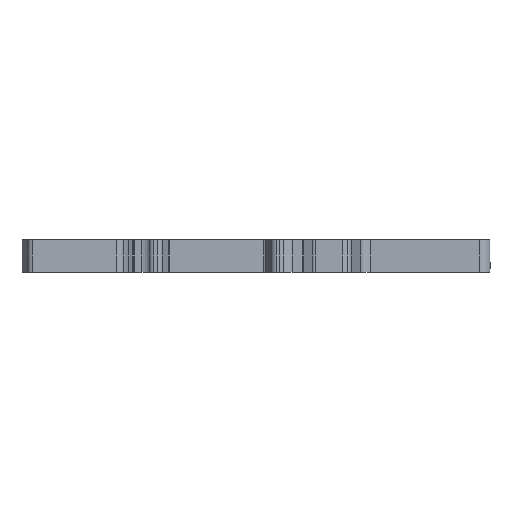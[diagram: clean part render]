
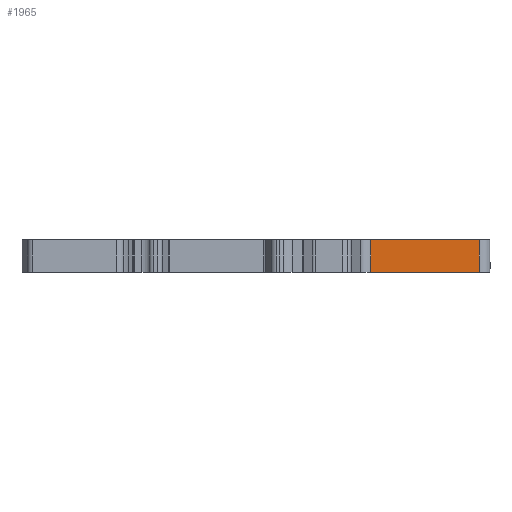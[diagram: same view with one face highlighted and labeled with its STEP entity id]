
A CAD part, front view. The second image highlights one B-rep face of the part: STEP entity #1965.
In plain terms, the highlighted planar face has unit normal (0, -1, 0).
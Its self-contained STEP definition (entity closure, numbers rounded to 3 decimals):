
#150 = CARTESIAN_POINT ( 'NONE',  ( 42.792, 0., 6. ) ) ;
#171 = CARTESIAN_POINT ( 'NONE',  ( 0., 0., 0. ) ) ;
#265 = CARTESIAN_POINT ( 'NONE',  ( 0., 0., 6. ) ) ;
#1030 = ORIENTED_EDGE ( 'NONE', *, *, #8799, .T. ) ;
#1077 = CARTESIAN_POINT ( 'NONE',  ( 63., 0., 6. ) ) ;
#1199 = AXIS2_PLACEMENT_3D ( 'NONE', #265, #2008, #4544 ) ;
#1358 = EDGE_CURVE ( 'NONE', #7038, #9201, #1951, .T. ) ;
#1900 = DIRECTION ( 'NONE',  ( 1., 0., 0. ) ) ;
#1951 = LINE ( 'NONE', #5085, #9240 ) ;
#1965 = ADVANCED_FACE ( 'NONE', ( #4207 ), #4382, .F. ) ;
#2008 = DIRECTION ( 'NONE',  ( 0., 1., 0. ) ) ;
#2157 = EDGE_CURVE ( 'NONE', #7038, #10972, #11065, .T. ) ;
#2512 = ORIENTED_EDGE ( 'NONE', *, *, #5665, .T. ) ;
#2934 = CARTESIAN_POINT ( 'NONE',  ( 42.792, 0., 0. ) ) ;
#3178 = CARTESIAN_POINT ( 'NONE',  ( 63., 0., 0. ) ) ;
#3182 = VECTOR ( 'NONE', #10696, 1000. ) ;
#3737 = VECTOR ( 'NONE', #5203, 1000. ) ;
#3788 = VECTOR ( 'NONE', #9851, 1000. ) ;
#4033 = CARTESIAN_POINT ( 'NONE',  ( 42.792, 0., 87.475 ) ) ;
#4207 = FACE_OUTER_BOUND ( 'NONE', #4692, .T. ) ;
#4294 = LINE ( 'NONE', #9399, #3737 ) ;
#4382 = PLANE ( 'NONE',  #1199 ) ;
#4544 = DIRECTION ( 'NONE',  ( 0., 0., 1. ) ) ;
#4692 = EDGE_LOOP ( 'NONE', ( #6698, #8123, #1030, #2512 ) ) ;
#5085 = CARTESIAN_POINT ( 'NONE',  ( 0., 0., 6. ) ) ;
#5203 = DIRECTION ( 'NONE',  ( 0., 0., 1. ) ) ;
#5665 = EDGE_CURVE ( 'NONE', #9901, #9201, #4294, .T. ) ;
#6698 = ORIENTED_EDGE ( 'NONE', *, *, #1358, .F. ) ;
#7038 = VERTEX_POINT ( 'NONE', #150 ) ;
#8033 = LINE ( 'NONE', #171, #3182 ) ;
#8123 = ORIENTED_EDGE ( 'NONE', *, *, #2157, .T. ) ;
#8799 = EDGE_CURVE ( 'NONE', #10972, #9901, #8033, .T. ) ;
#9201 = VERTEX_POINT ( 'NONE', #1077 ) ;
#9240 = VECTOR ( 'NONE', #1900, 1000. ) ;
#9399 = CARTESIAN_POINT ( 'NONE',  ( 63., 0., 6. ) ) ;
#9851 = DIRECTION ( 'NONE',  ( 0., 0., -1. ) ) ;
#9901 = VERTEX_POINT ( 'NONE', #3178 ) ;
#10696 = DIRECTION ( 'NONE',  ( 1., 0., 0. ) ) ;
#10972 = VERTEX_POINT ( 'NONE', #2934 ) ;
#11065 = LINE ( 'NONE', #4033, #3788 ) ;
